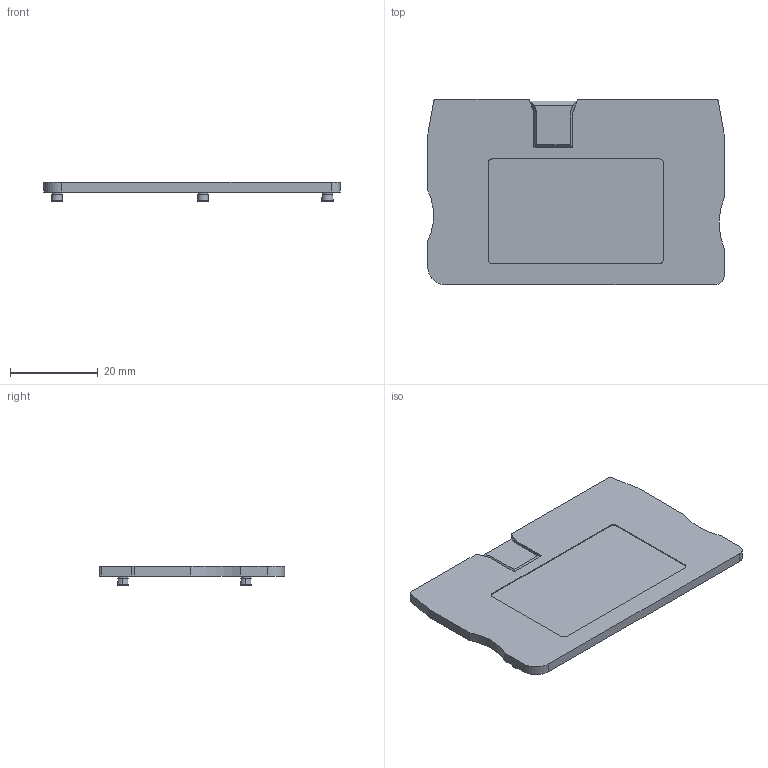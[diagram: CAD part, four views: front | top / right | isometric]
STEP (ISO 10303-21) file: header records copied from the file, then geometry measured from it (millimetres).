
FILE_DESCRIPTION((''),'2;1');
FILE_NAME('UJ6-10路啣','2021-10-27T',('Administrator'),(''),'PRO/ENGINEER BY PARAMETRIC TECHNOLOGY CORPORATION, 2013230','PRO/ENGINEER BY PARAMETRIC TECHNOLOGY CORPORATION, 2013230','');
FILE_SCHEMA(('CONFIG_CONTROL_DESIGN'));
Length unit declared in the file: millimetre
Products named in the file (1): UJ6-10路啣
Bounding box: 67.7 x 42.4 x 4.4 mm (x, y, z)
Volume: 6004.8 mm3; surface area: 6271.3 mm2
Topology: 1 solids, 1 shells, 79 faces, 193 edges, 120 vertices
Faces by surface type: plane 43, cylinder 18, torus 12, cone 6
Entity records: 2376 total; most frequent: DIRECTION 417, CARTESIAN_POINT 392, ORIENTED_EDGE 386, EDGE_CURVE 193, AXIS2_PLACEMENT_3D 145, VECTOR 127, LINE 127, VERTEX_POINT 120
